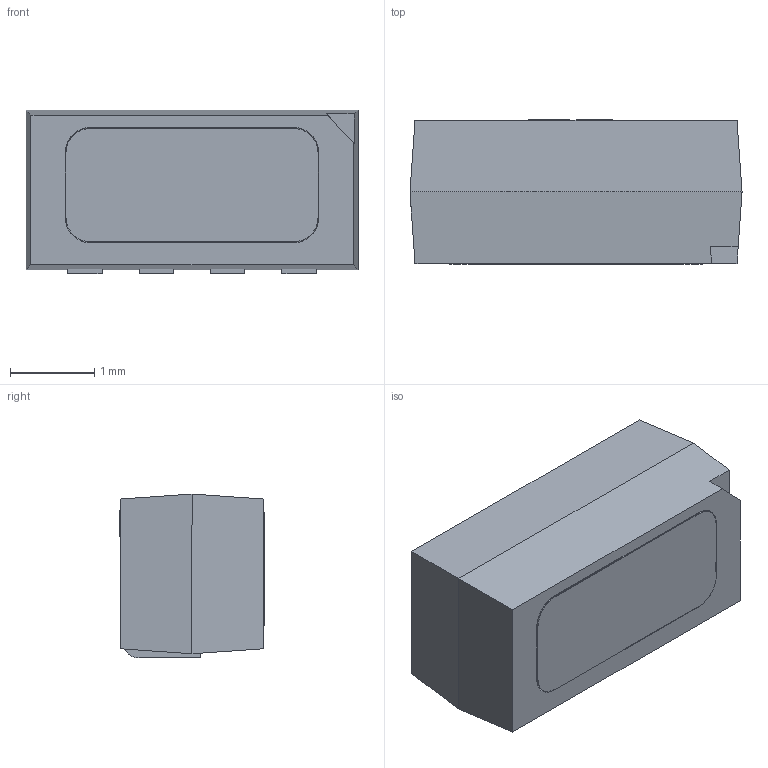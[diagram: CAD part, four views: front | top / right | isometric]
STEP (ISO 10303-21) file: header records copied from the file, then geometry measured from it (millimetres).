
FILE_DESCRIPTION (( 'STEP AP214' ), '1' );
FILE_NAME ('LED-SMD_4P-L4.0-W1.7_XL-4020RGBC-WS2812B.STEP', '2023-12-02T01:34:29', ( '' ), ( '' ), 'SwSTEP 2.0', 'SolidWorks 2020', '' );
FILE_SCHEMA (( 'AUTOMOTIVE_DESIGN' ));
Length unit declared in the file: millimetre
Products named in the file (1): LED-SMD_4P-L4.0-W1.7_XL-4020RGBC-WS2812B
Bounding box: 3.95 x 1.72 x 1.95 mm (x, y, z)
Volume: 12.5 mm3; surface area: 54.5 mm2
Topology: 7 solids, 7 shells, 340 faces, 903 edges, 598 vertices
Faces by surface type: plane 224, bspline 98, cylinder 10, cone 8
Entity records: 14684 total; most frequent: CARTESIAN_POINT 3148, ORIENTED_EDGE 1806, DIRECTION 1221, EDGE_CURVE 903, LINE 671, VECTOR 671, VERTEX_POINT 598, EDGE_LOOP 361
